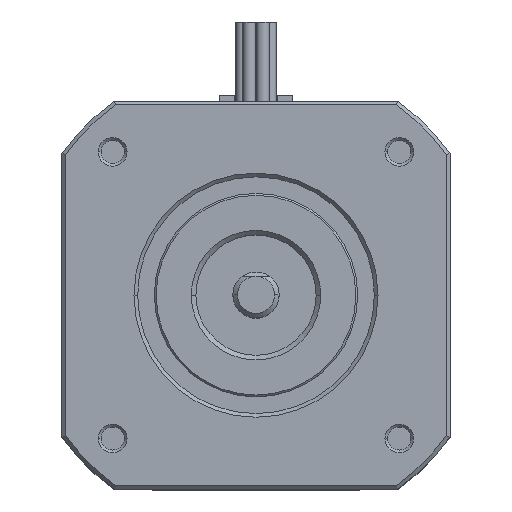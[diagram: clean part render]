
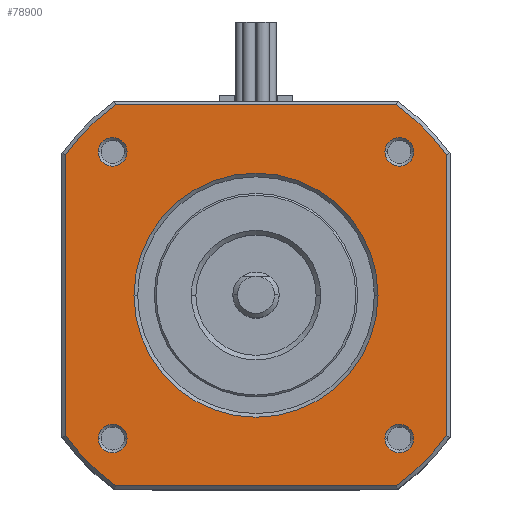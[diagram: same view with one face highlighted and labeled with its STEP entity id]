
A CAD part, top view. The second image highlights one B-rep face of the part: STEP entity #78900.
In plain terms, the highlighted planar face has unit normal (0, 0, 1).
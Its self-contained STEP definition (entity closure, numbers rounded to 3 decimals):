
#64270=CARTESIAN_POINT('',(-15.199,-20.6,0.));
#64280=VERTEX_POINT('',#64270);
#64310=CARTESIAN_POINT('',(0.,-20.6,0.));
#64320=DIRECTION('',(-1.,0.,0.));
#64330=VECTOR('',#64320,1.);
#64340=LINE('',#64310,#64330);
#64350=CARTESIAN_POINT('',(15.199,-20.6,0.));
#64360=VERTEX_POINT('',#64350);
#64370=EDGE_CURVE('',#64360,#64280,#64340,.T.);
#64660=CARTESIAN_POINT('',(0.,0.,0.
));
#64670=DIRECTION('',(-0.,-0.,1.));
#64680=DIRECTION('',(-1.,0.,-0.));
#64690=AXIS2_PLACEMENT_3D('',#64660,#64670,#64680);
#64700=CIRCLE('',#64690,25.6);
#64710=CARTESIAN_POINT('',(20.6,-15.199,0.));
#64720=VERTEX_POINT('',#64710);
#64730=EDGE_CURVE('',#64360,#64720,#64700,.T.);
#65020=CARTESIAN_POINT('',(20.6,0.,-0.));
#65030=DIRECTION('',(0.,-1.,0.));
#65040=VECTOR('',#65030,1.);
#65050=LINE('',#65020,#65040);
#65060=CARTESIAN_POINT('',(20.6,15.199,0.));
#65070=VERTEX_POINT('',#65060);
#65080=EDGE_CURVE('',#65070,#64720,#65050,.T.);
#68760=CARTESIAN_POINT('',(-20.6,15.199,0.));
#68770=VERTEX_POINT('',#68760);
#68800=CARTESIAN_POINT('',(-20.6,0.,0.));
#68810=DIRECTION('',(0.,1.,-0.));
#68820=VECTOR('',#68810,1.);
#68830=LINE('',#68800,#68820);
#68840=CARTESIAN_POINT('',(-20.6,-15.199,
0.));
#68850=VERTEX_POINT('',#68840);
#68860=EDGE_CURVE('',#68850,#68770,#68830,.T.);
#69100=CARTESIAN_POINT('',(0.,0.,0.)
);
#69110=DIRECTION('',(-0.,-0.,1.));
#69120=DIRECTION('',(-1.,0.,-0.));
#69130=AXIS2_PLACEMENT_3D('',#69100,#69110,#69120);
#69140=CIRCLE('',#69130,25.6);
#69150=EDGE_CURVE('',#68850,#64280,#69140,.T.);
#73410=CARTESIAN_POINT('',(0.,0.,
0.));
#73420=DIRECTION('',(-0.,-0.,1.));
#73430=DIRECTION('',(-1.,0.,-0.));
#73440=AXIS2_PLACEMENT_3D('',#73410,#73420,#73430);
#73450=CIRCLE('',#73440,25.6);
#73460=CARTESIAN_POINT('',(15.199,20.6,0.));
#73470=VERTEX_POINT('',#73460);
#73480=EDGE_CURVE('',#65070,#73470,#73450,.T.);
#73770=CARTESIAN_POINT('',(0.,20.6,0.));
#73780=DIRECTION('',(1.,0.,-0.));
#73790=VECTOR('',#73780,1.);
#73800=LINE('',#73770,#73790);
#73810=CARTESIAN_POINT('',(-15.199,20.6,
0.));
#73820=VERTEX_POINT('',#73810);
#73830=EDGE_CURVE('',#73820,#73470,#73800,.T.);
#77940=CARTESIAN_POINT('',(-20.6,-20.6,0.));
#77950=DIRECTION('',(0.,0.,1.));
#77960=DIRECTION('',(1.,0.,-0.));
#77970=AXIS2_PLACEMENT_3D('',#77940,#77950,#77960);
#77980=PLANE('',#77970);
#77990=ORIENTED_EDGE('',*,*,#69150,.T.);
#78000=ORIENTED_EDGE('',*,*,#68860,.F.);
#78010=CARTESIAN_POINT('',(0.,0.,0.
));
#78020=DIRECTION('',(-0.,-0.,1.));
#78030=DIRECTION('',(-1.,0.,-0.));
#78040=AXIS2_PLACEMENT_3D('',#78010,#78020,#78030);
#78050=CIRCLE('',#78040,25.6);
#78060=EDGE_CURVE('',#73820,#68770,#78050,.T.);
#78070=ORIENTED_EDGE('',*,*,#78060,.T.);
#78080=ORIENTED_EDGE('',*,*,#73830,.F.);
#78090=ORIENTED_EDGE('',*,*,#73480,.T.);
#78100=ORIENTED_EDGE('',*,*,#65080,.F.);
#78110=ORIENTED_EDGE('',*,*,#64730,.T.);
#78120=ORIENTED_EDGE('',*,*,#64370,.F.);
#78130=EDGE_LOOP('',(#78120,#78110,#78100,#78090,#78080,#78070,#78000,
#77990));
#78140=FACE_OUTER_BOUND('',#78130,.T.);
#78150=CARTESIAN_POINT('',(-15.5,-15.5,0.));
#78160=DIRECTION('',(-0.,-0.,-1.));
#78170=DIRECTION('',(1.,0.,0.));
#78180=AXIS2_PLACEMENT_3D('',#78150,#78160,#78170);
#78190=CIRCLE('',#78180,1.55);
#78200=CARTESIAN_POINT('',(-13.95,-15.5,0.));
#78210=VERTEX_POINT('',#78200);
#78220=CARTESIAN_POINT('',(-17.05,-15.5,0.));
#78230=VERTEX_POINT('',#78220);
#78240=EDGE_CURVE('',#78210,#78230,#78190,.T.);
#78250=ORIENTED_EDGE('',*,*,#78240,.T.);
#78260=EDGE_CURVE('',#78230,#78210,#78190,.T.);
#78270=ORIENTED_EDGE('',*,*,#78260,.T.);
#78280=EDGE_LOOP('',(#78270,#78250));
#78290=FACE_BOUND('',#78280,.T.);
#78300=CARTESIAN_POINT('',(15.5,-15.5,0.));
#78310=DIRECTION('',(-0.,-0.,-1.));
#78320=DIRECTION('',(1.,0.,0.));
#78330=AXIS2_PLACEMENT_3D('',#78300,#78310,#78320);
#78340=CIRCLE('',#78330,1.55);
#78350=CARTESIAN_POINT('',(13.95,-15.5,0.));
#78360=VERTEX_POINT('',#78350);
#78370=CARTESIAN_POINT('',(17.05,-15.5,0.));
#78380=VERTEX_POINT('',#78370);
#78390=EDGE_CURVE('',#78360,#78380,#78340,.T.);
#78400=ORIENTED_EDGE('',*,*,#78390,.T.);
#78410=EDGE_CURVE('',#78380,#78360,#78340,.T.);
#78420=ORIENTED_EDGE('',*,*,#78410,.T.);
#78430=EDGE_LOOP('',(#78420,#78400));
#78440=FACE_BOUND('',#78430,.T.);
#78450=CARTESIAN_POINT('',(15.5,15.5,0.));
#78460=DIRECTION('',(-0.,-0.,-1.));
#78470=DIRECTION('',(1.,0.,0.));
#78480=AXIS2_PLACEMENT_3D('',#78450,#78460,#78470);
#78490=CIRCLE('',#78480,1.55);
#78500=CARTESIAN_POINT('',(17.05,15.5,0.));
#78510=VERTEX_POINT('',#78500);
#78520=CARTESIAN_POINT('',(13.95,15.5,0.));
#78530=VERTEX_POINT('',#78520);
#78540=EDGE_CURVE('',#78510,#78530,#78490,.T.);
#78550=ORIENTED_EDGE('',*,*,#78540,.T.);
#78560=EDGE_CURVE('',#78530,#78510,#78490,.T.);
#78570=ORIENTED_EDGE('',*,*,#78560,.T.);
#78580=EDGE_LOOP('',(#78570,#78550));
#78590=FACE_BOUND('',#78580,.T.);
#78600=CARTESIAN_POINT('',(-15.5,15.5,0.));
#78610=DIRECTION('',(-0.,-0.,-1.));
#78620=DIRECTION('',(1.,0.,0.));
#78630=AXIS2_PLACEMENT_3D('',#78600,#78610,#78620);
#78640=CIRCLE('',#78630,1.55);
#78650=CARTESIAN_POINT('',(-17.05,15.5,0.));
#78660=VERTEX_POINT('',#78650);
#78670=CARTESIAN_POINT('',(-13.95,15.5,0.));
#78680=VERTEX_POINT('',#78670);
#78690=EDGE_CURVE('',#78660,#78680,#78640,.T.);
#78700=ORIENTED_EDGE('',*,*,#78690,.T.);
#78710=EDGE_CURVE('',#78680,#78660,#78640,.T.);
#78720=ORIENTED_EDGE('',*,*,#78710,.T.);
#78730=EDGE_LOOP('',(#78720,#78700));
#78740=FACE_BOUND('',#78730,.T.);
#78750=CARTESIAN_POINT('',(0.,0.,
0.));
#78760=DIRECTION('',(-0.,-0.,-1.));
#78770=DIRECTION('',(1.,0.,0.));
#78780=AXIS2_PLACEMENT_3D('',#78750,#78760,#78770);
#78790=CIRCLE('',#78780,13.2);
#78800=CARTESIAN_POINT('',(13.2,0.,0.));
#78810=VERTEX_POINT('',#78800);
#78820=CARTESIAN_POINT('',(-13.2,0.,
0.));
#78830=VERTEX_POINT('',#78820);
#78840=EDGE_CURVE('',#78810,#78830,#78790,.T.);
#78850=ORIENTED_EDGE('',*,*,#78840,.T.);
#78860=EDGE_CURVE('',#78830,#78810,#78790,.T.);
#78870=ORIENTED_EDGE('',*,*,#78860,.T.);
#78880=EDGE_LOOP('',(#78870,#78850));
#78890=FACE_BOUND('',#78880,.T.);
#78900=ADVANCED_FACE('',(#78140,#78290,#78440,#78590,#78740,#78890),
#77980,.T.);
